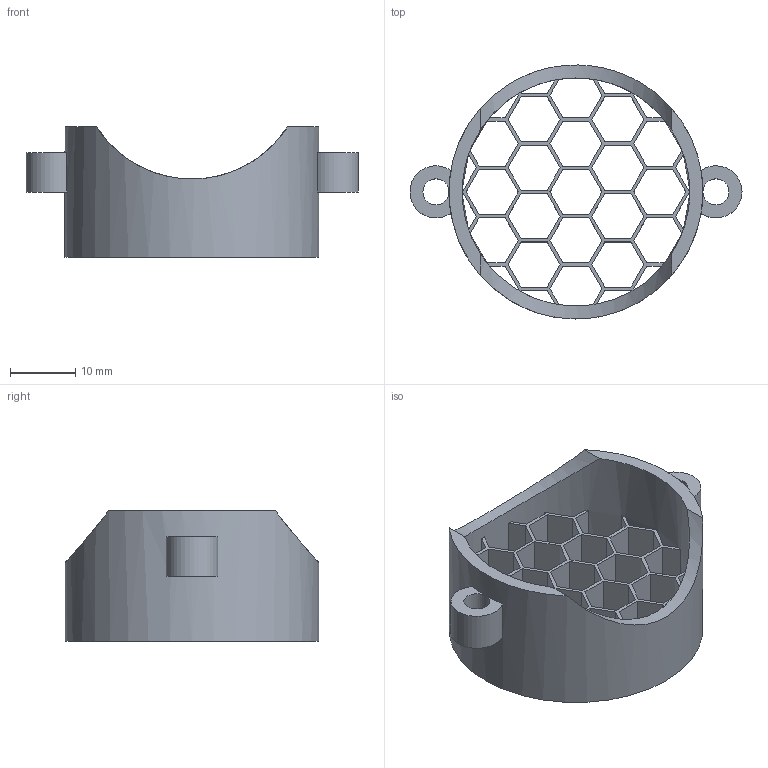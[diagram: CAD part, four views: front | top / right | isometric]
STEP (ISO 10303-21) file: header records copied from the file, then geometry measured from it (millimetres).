
FILE_DESCRIPTION(('FreeCAD Model'),'2;1');
FILE_NAME('Open CASCADE Shape Model','2024-10-13T23:01:37',(''),(''), 'Open CASCADE STEP processor 7.6','FreeCAD','Unknown');
FILE_SCHEMA(('AUTOMOTIVE_DESIGN { 1 0 10303 214 1 1 1 1 }'));
Length unit declared in the file: millimetre
Products named in the file (1): union001
Bounding box: 50.98 x 39 x 20 mm (x, y, z)
Volume: 5559 mm3; surface area: 9939.8 mm2
Topology: 1 solids, 1 shells, 163 faces, 557 edges, 358 vertices
Faces by surface type: plane 153, cylinder 10
Full cylindrical faces by diameter (mm): 4 x1, 35 x1, 39 x1
Entity records: 6220 total; most frequent: CARTESIAN_POINT 1201, ORIENTED_EDGE 1114, DIRECTION 972, EDGE_CURVE 557, LINE 466, VECTOR 466, VERTEX_POINT 358, AXIS2_PLACEMENT_3D 253
